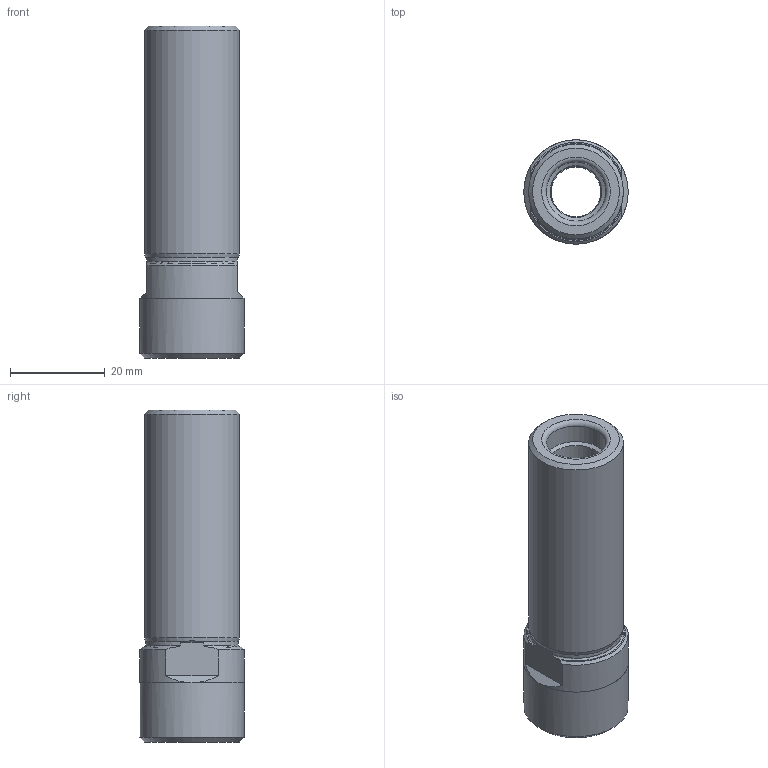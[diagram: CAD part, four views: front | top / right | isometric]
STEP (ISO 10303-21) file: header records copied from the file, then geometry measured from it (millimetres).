
FILE_DESCRIPTION(/* description */ (''),/* implementation_level */ '2;1');
FILE_NAME(/* name */ '262011620.stp',/* time_stamp */ '2021-01-19T15:23:58',/* author */ ('LRA'),/* organization */ ('REGO-FIX'),/* preprocessor_version */ ' Unknown',/* originating_system */ 'SIEMENS PLM Software Solid Edge ST10',/* authorization */ 'Unknown');
FILE_SCHEMA (('AUTOMOTIVE_DESIGN { 1 0 10303 214 2 1 1}'));
Length unit declared in the file: millimetre
Products named in the file (1): NOCUT
Bounding box: 22 x 22.01 x 70 mm (x, y, z)
Volume: 15476.8 mm3; surface area: 7428.2 mm2
Topology: 1 solids, 1 shells, 34 faces, 84 edges, 52 vertices
Faces by surface type: plane 12, cylinder 10, cone 8, torus 4
Full cylindrical faces by diameter (mm): 10.5 x1, 10.917 x2, 12.5 x1, 20 x1, 22 x1
Entity records: 1219 total; most frequent: CARTESIAN_POINT 194, DIRECTION 174, ORIENTED_EDGE 134, AXIS2_PLACEMENT_3D 77, EDGE_CURVE 67, EDGE_LOOP 50, FACE_BOUND 50, VERTEX_POINT 49
